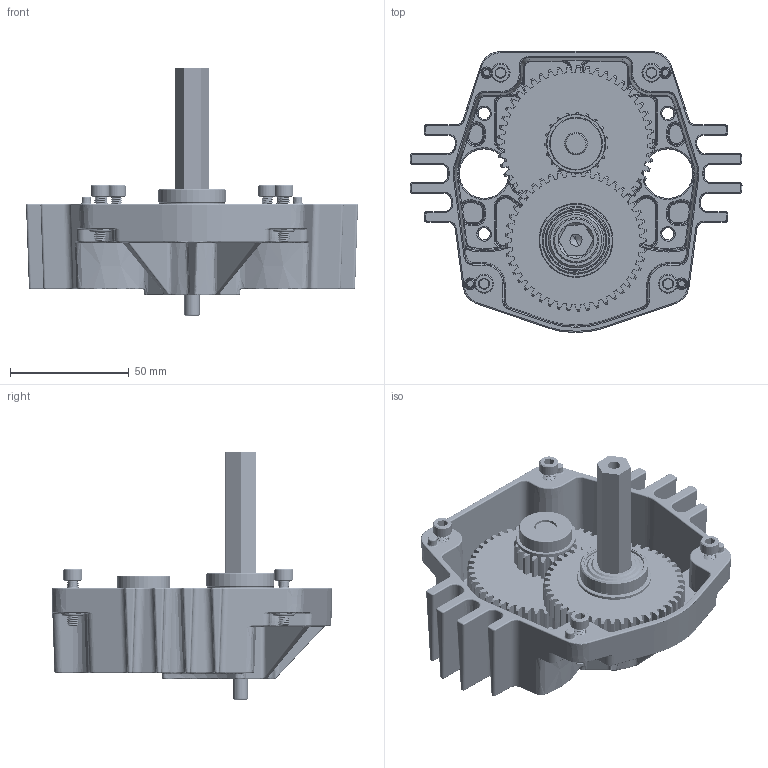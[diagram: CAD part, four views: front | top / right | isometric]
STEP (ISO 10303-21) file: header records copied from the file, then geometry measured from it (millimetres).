
FILE_DESCRIPTION (( 'STEP AP214' ), '1' );
FILE_NAME ('ToughBox Mini S Standard 8-46 to 1.STEP', '2023-01-06T19:04:26', ( '' ), ( '' ), 'SwSTEP 2.0', 'SolidWorks 2022', '' );
FILE_SCHEMA (( 'AUTOMOTIVE_DESIGN' ));
Length unit declared in the file: inch
Products named in the file (17): am-1042 10-32 Nylock Nut_90631A411; am-4729 am-4729_mag am-4729_pin ToughBox E Short Hex Output_Pin; 250x1000_dowel; am-0152 ToughBox Small Cluster Shaft; ToughBox Mini S Configurable Shafts_Short Shaft; am-1047 10-32 x 0750 SHCS_90128A945; am-0028 3-8 ID Flanged Bearing; am-0206 1-2 in Shaft External Klipring_97431A340; ToughBox Mini Housing; ToughBox Mini S Configurable Base; am-2986 FR8ZZ Hex Bearing; am-4729 ToughBox E Short Hex Output Shaft; am-0516 3-8 in ID 7-8 in OD Shielded Ball Bearing R6ZZ_60355K45; am-4712 45T 20DP 500Hex 375 FW No Pockets; am-3645 19T 20DP 375hex 375 FW; ToughBox Mini S Standard 8-46 to 1; am-4720 50T 20DP 375hex 375 FW No Pockets
Assembly tree (23 placements, depth 4):
  ToughBox Mini S Standard 8-46 to 1
    ToughBox Mini S Configurable Shafts_Short Shaft
      ToughBox Mini S Configurable Base
        ToughBox Mini Housing
        am-1042 10-32 Nylock Nut_90631A411  x4
        am-1047 10-32 x 0750 SHCS_90128A945  x4
        am-0152 ToughBox Small Cluster Shaft
        am-0516 3-8 in ID 7-8 in OD Shielded Ball Bearing R6ZZ_60355K45  x2
        am-0028 3-8 ID Flanged Bearing
        am-2986 FR8ZZ Hex Bearing
      am-0206 1-2 in Shaft External Klipring_97431A340
      am-4729 am-4729_mag am-4729_pin ToughBox E Short Hex Output_Pin
        am-4729 ToughBox E Short Hex Output Shaft
        250x1000_dowel
    am-4720 50T 20DP 375hex 375 FW No Pockets
    am-3645 19T 20DP 375hex 375 FW
    am-4712 45T 20DP 500Hex 375 FW No Pockets
Bounding box: 139.88 x 118.39 x 104.13 mm (x, y, z)
Volume: 171877.9 mm3; surface area: 101981.7 mm2
Topology: 50 solids, 50 shells, 3200 faces, 8059 edges, 4928 vertices
Faces by surface type: cylinder 1498, bspline 673, cone 587, plane 354, torus 48, sphere 40
Entity records: 97526 total; most frequent: CARTESIAN_POINT 41733, ORIENTED_EDGE 12370, DIRECTION 10681, EDGE_CURVE 6185, AXIS2_PLACEMENT_3D 4459, VERTEX_POINT 3787, CIRCLE 2610, EDGE_LOOP 2572
